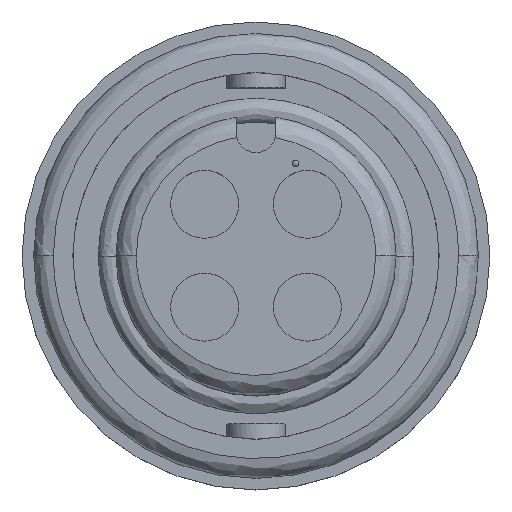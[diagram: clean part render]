
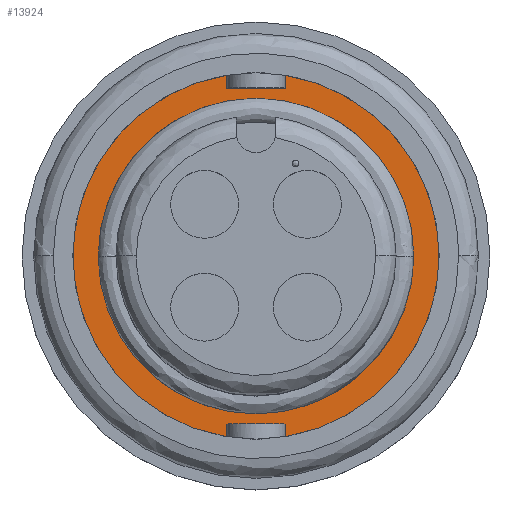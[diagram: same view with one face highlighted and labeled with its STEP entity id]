
A CAD part, top view. The second image highlights one B-rep face of the part: STEP entity #13924.
In plain terms, the highlighted planar face has unit normal (0, 0, 1).
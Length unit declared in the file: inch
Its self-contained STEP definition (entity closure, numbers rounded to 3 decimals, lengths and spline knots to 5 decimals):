
#64 = EDGE_CURVE ( 'NONE', #13591, #4829, #1953, .T. ) ;
#469 = CARTESIAN_POINT ( 'NONE',  ( 0.045, 0.27433, 0.02 ) ) ;
#514 = VERTEX_POINT ( 'NONE', #11436 ) ;
#592 = EDGE_CURVE ( 'NONE', #15784, #4406, #5872, .T. ) ;
#830 = CARTESIAN_POINT ( 'NONE',  ( 0.045, -0.45889, 0.02 ) ) ;
#840 = DIRECTION ( 'NONE',  ( 0., -1., 0. ) ) ;
#1075 = ORIENTED_EDGE ( 'NONE', *, *, #7920, .T. ) ;
#1255 = DIRECTION ( 'NONE',  ( 0., -1., 0. ) ) ;
#1260 = DIRECTION ( 'NONE',  ( 0., 0., 1. ) ) ;
#1270 = CARTESIAN_POINT ( 'NONE',  ( 0., 0., 0.02 ) ) ;
#1499 = CARTESIAN_POINT ( 'NONE',  ( -0.045, 0.27433, 0.02 ) ) ;
#1623 = CARTESIAN_POINT ( 'NONE',  ( 0.045, -0.45889, 0.02 ) ) ;
#1876 = CARTESIAN_POINT ( 'NONE',  ( 0.1645, 0.255, 0.02 ) ) ;
#1953 = LINE ( 'NONE', #1876, #5299 ) ;
#2107 = CIRCLE ( 'NONE', #2739, 0.278 ) ;
#2289 = LINE ( 'NONE', #6913, #11787 ) ;
#2411 = DIRECTION ( 'NONE',  ( 0., 1., 0. ) ) ;
#2416 = DIRECTION ( 'NONE',  ( 0., 0., -1. ) ) ;
#2434 = CARTESIAN_POINT ( 'NONE',  ( 0., 0., 0.02 ) ) ;
#2716 = ORIENTED_EDGE ( 'NONE', *, *, #15102, .T. ) ;
#2739 = AXIS2_PLACEMENT_3D ( 'NONE', #1270, #1260, #1255 ) ;
#2867 = DIRECTION ( 'NONE',  ( 0., -1., 0. ) ) ;
#2934 = PLANE ( 'NONE',  #7001 ) ;
#3030 = EDGE_CURVE ( 'NONE', #7327, #4403, #15344, .T. ) ;
#3261 = VECTOR ( 'NONE', #5705, 39.37008 ) ;
#3638 = CARTESIAN_POINT ( 'NONE',  ( 0., 0., 0.02 ) ) ;
#4035 = CIRCLE ( 'NONE', #15505, 0.23886 ) ;
#4070 = CARTESIAN_POINT ( 'NONE',  ( 0.045, -0.255, 0.02 ) ) ;
#4134 = ORIENTED_EDGE ( 'NONE', *, *, #12734, .T. ) ;
#4230 = DIRECTION ( 'NONE',  ( 1., 0., 0. ) ) ;
#4403 = VERTEX_POINT ( 'NONE', #9080 ) ;
#4406 = VERTEX_POINT ( 'NONE', #9067 ) ;
#4829 = VERTEX_POINT ( 'NONE', #6604 ) ;
#4930 = DIRECTION ( 'NONE',  ( 0., 1., 0. ) ) ;
#4960 = EDGE_CURVE ( 'NONE', #10289, #13591, #15740, .T. ) ;
#5299 = VECTOR ( 'NONE', #8414, 39.37008 ) ;
#5493 = ORIENTED_EDGE ( 'NONE', *, *, #4960, .T. ) ;
#5628 = CARTESIAN_POINT ( 'NONE',  ( -0.045, -0.45889, 0.02 ) ) ;
#5705 = DIRECTION ( 'NONE',  ( 0., 1., 0. ) ) ;
#5872 = LINE ( 'NONE', #1623, #14564 ) ;
#6164 = ORIENTED_EDGE ( 'NONE', *, *, #8841, .T. ) ;
#6179 = DIRECTION ( 'NONE',  ( 1., 0., 0. ) ) ;
#6371 = CARTESIAN_POINT ( 'NONE',  ( -0.045, 0.35504, 0.02 ) ) ;
#6401 = FACE_OUTER_BOUND ( 'NONE', #8170, .T. ) ;
#6467 = ORIENTED_EDGE ( 'NONE', *, *, #13119, .T. ) ;
#6501 = AXIS2_PLACEMENT_3D ( 'NONE', #15308, #15327, #15354 ) ;
#6604 = CARTESIAN_POINT ( 'NONE',  ( -0.045, 0.255, 0.02 ) ) ;
#6692 = CARTESIAN_POINT ( 'NONE',  ( 0.1645, -0.45889, 0.02 ) ) ;
#6913 = CARTESIAN_POINT ( 'NONE',  ( 0.1645, -0.255, 0.02 ) ) ;
#6916 = DIRECTION ( 'NONE',  ( 0., 1., 0. ) ) ;
#7001 = AXIS2_PLACEMENT_3D ( 'NONE', #6692, #11594, #4230 ) ;
#7011 = VERTEX_POINT ( 'NONE', #1499 ) ;
#7031 = LINE ( 'NONE', #6371, #3261 ) ;
#7057 = ORIENTED_EDGE ( 'NONE', *, *, #64, .T. ) ;
#7327 = VERTEX_POINT ( 'NONE', #10431 ) ;
#7920 = EDGE_CURVE ( 'NONE', #514, #9802, #7031, .T. ) ;
#8170 = EDGE_LOOP ( 'NONE', ( #4134, #1075, #6467, #15455, #6164, #5493, #7057, #2716 ) ) ;
#8302 = CARTESIAN_POINT ( 'NONE',  ( -0.045, -0.255, 0.02 ) ) ;
#8414 = DIRECTION ( 'NONE',  ( -1., 0., 0. ) ) ;
#8841 = EDGE_CURVE ( 'NONE', #4406, #10289, #14548, .T. ) ;
#8895 = EDGE_LOOP ( 'NONE', ( #11411, #14384 ) ) ;
#8899 = LINE ( 'NONE', #5628, #15072 ) ;
#9067 = CARTESIAN_POINT ( 'NONE',  ( 0.045, -0.27433, 0.02 ) ) ;
#9080 = CARTESIAN_POINT ( 'NONE',  ( 0.23886, 0., 0.02 ) ) ;
#9107 = VECTOR ( 'NONE', #840, 39.37008 ) ;
#9802 = VERTEX_POINT ( 'NONE', #8302 ) ;
#10289 = VERTEX_POINT ( 'NONE', #469 ) ;
#10431 = CARTESIAN_POINT ( 'NONE',  ( -0.23886, 0., 0.02 ) ) ;
#11411 = ORIENTED_EDGE ( 'NONE', *, *, #3030, .T. ) ;
#11436 = CARTESIAN_POINT ( 'NONE',  ( -0.045, -0.27433, 0.02 ) ) ;
#11594 = DIRECTION ( 'NONE',  ( 0., 0., 1. ) ) ;
#11787 = VECTOR ( 'NONE', #6179, 39.37008 ) ;
#12009 = AXIS2_PLACEMENT_3D ( 'NONE', #2434, #2416, #2411 ) ;
#12266 = DIRECTION ( 'NONE',  ( 0., 0., -1. ) ) ;
#12734 = EDGE_CURVE ( 'NONE', #7011, #514, #2107, .T. ) ;
#12940 = FACE_BOUND ( 'NONE', #8895, .T. ) ;
#13119 = EDGE_CURVE ( 'NONE', #9802, #15784, #2289, .T. ) ;
#13360 = CARTESIAN_POINT ( 'NONE',  ( 0.045, 0.255, 0.02 ) ) ;
#13591 = VERTEX_POINT ( 'NONE', #13360 ) ;
#13924 = ADVANCED_FACE ( 'NONE', ( #6401, #12940 ), #2934, .T. ) ;
#14384 = ORIENTED_EDGE ( 'NONE', *, *, #15275, .T. ) ;
#14548 = CIRCLE ( 'NONE', #6501, 0.278 ) ;
#14564 = VECTOR ( 'NONE', #2867, 39.37008 ) ;
#15072 = VECTOR ( 'NONE', #6916, 39.37008 ) ;
#15102 = EDGE_CURVE ( 'NONE', #4829, #7011, #8899, .T. ) ;
#15275 = EDGE_CURVE ( 'NONE', #4403, #7327, #4035, .T. ) ;
#15308 = CARTESIAN_POINT ( 'NONE',  ( 0., 0., 0.02 ) ) ;
#15327 = DIRECTION ( 'NONE',  ( 0., 0., 1. ) ) ;
#15344 = CIRCLE ( 'NONE', #12009, 0.23886 ) ;
#15354 = DIRECTION ( 'NONE',  ( 0., -1., 0. ) ) ;
#15455 = ORIENTED_EDGE ( 'NONE', *, *, #592, .T. ) ;
#15505 = AXIS2_PLACEMENT_3D ( 'NONE', #3638, #12266, #4930 ) ;
#15740 = LINE ( 'NONE', #830, #9107 ) ;
#15784 = VERTEX_POINT ( 'NONE', #4070 ) ;
